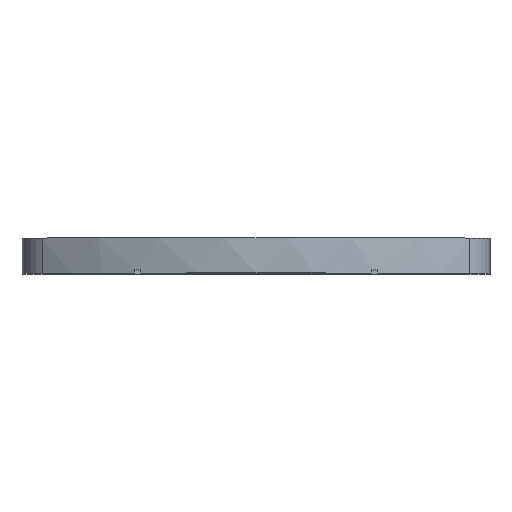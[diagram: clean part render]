
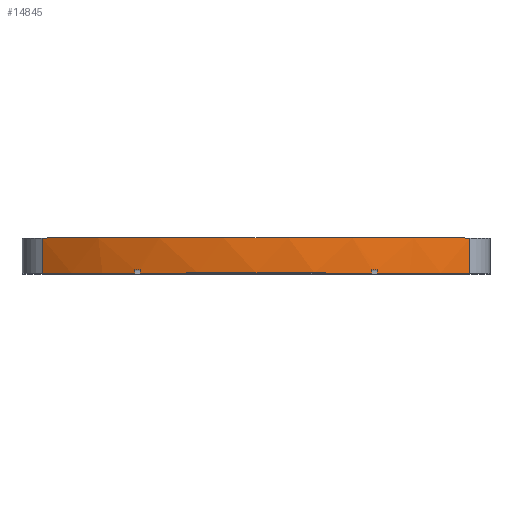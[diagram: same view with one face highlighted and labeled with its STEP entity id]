
A CAD part, top view. The second image highlights one B-rep face of the part: STEP entity #14845.
In plain terms, the highlighted cylindrical face has radius 32 mm (diameter 64 mm), a partial arc.
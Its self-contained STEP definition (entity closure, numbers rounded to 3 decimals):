
#1888=FACE_OUTER_BOUND('',#2745,.T.);
#2745=EDGE_LOOP('',(#10889,#10890,#10891,#10892,#10893,#10894,#10895,#10896,
#10897,#10898,#10899,#10900));
#3541=LINE('',#18156,#4910);
#3584=LINE('',#18294,#4953);
#3818=LINE('',#20001,#5187);
#3819=LINE('',#20005,#5188);
#3820=LINE('',#20009,#5189);
#3821=LINE('',#20012,#5190);
#4910=VECTOR('',#16023,10.);
#4953=VECTOR('',#16084,10.);
#5187=VECTOR('',#16426,10.);
#5188=VECTOR('',#16429,10.);
#5189=VECTOR('',#16432,10.);
#5190=VECTOR('',#16435,10.);
#6280=CIRCLE('',#15638,32.);
#6288=CIRCLE('',#15651,32.);
#6289=CIRCLE('',#15652,32.);
#6290=CIRCLE('',#15699,32.);
#6291=CIRCLE('',#15700,32.);
#6292=CIRCLE('',#15701,32.);
#6294=VERTEX_POINT('',#18149);
#6297=VERTEX_POINT('',#18154);
#6300=VERTEX_POINT('',#18164);
#6350=VERTEX_POINT('',#18290);
#6355=VERTEX_POINT('',#18309);
#6390=VERTEX_POINT('',#18379);
#6816=VERTEX_POINT('',#20000);
#6817=VERTEX_POINT('',#20002);
#6818=VERTEX_POINT('',#20004);
#6819=VERTEX_POINT('',#20006);
#6820=VERTEX_POINT('',#20008);
#6821=VERTEX_POINT('',#20010);
#7839=EDGE_CURVE('',#6297,#6294,#3541,.T.);
#7843=EDGE_CURVE('',#6294,#6300,#6280,.T.);
#7896=EDGE_CURVE('',#6300,#6350,#3584,.T.);
#7904=EDGE_CURVE('',#6350,#6355,#6288,.T.);
#7940=EDGE_CURVE('',#6390,#6297,#6289,.T.);
#8416=EDGE_CURVE('',#6390,#6816,#3818,.T.);
#8417=EDGE_CURVE('',#6816,#6817,#6290,.T.);
#8418=EDGE_CURVE('',#6817,#6818,#3819,.T.);
#8419=EDGE_CURVE('',#6819,#6818,#6291,.T.);
#8420=EDGE_CURVE('',#6819,#6820,#3820,.T.);
#8421=EDGE_CURVE('',#6820,#6821,#6292,.T.);
#8422=EDGE_CURVE('',#6821,#6355,#3821,.T.);
#10889=ORIENTED_EDGE('',*,*,#7839,.F.);
#10890=ORIENTED_EDGE('',*,*,#7940,.F.);
#10891=ORIENTED_EDGE('',*,*,#8416,.T.);
#10892=ORIENTED_EDGE('',*,*,#8417,.T.);
#10893=ORIENTED_EDGE('',*,*,#8418,.T.);
#10894=ORIENTED_EDGE('',*,*,#8419,.F.);
#10895=ORIENTED_EDGE('',*,*,#8420,.T.);
#10896=ORIENTED_EDGE('',*,*,#8421,.T.);
#10897=ORIENTED_EDGE('',*,*,#8422,.T.);
#10898=ORIENTED_EDGE('',*,*,#7904,.F.);
#10899=ORIENTED_EDGE('',*,*,#7896,.F.);
#10900=ORIENTED_EDGE('',*,*,#7843,.F.);
#14779=CYLINDRICAL_SURFACE('',#15698,32.);
#14845=ADVANCED_FACE('',(#1888),#14779,.T.);
#15638=AXIS2_PLACEMENT_3D('',#18165,#16031,#16032);
#15651=AXIS2_PLACEMENT_3D('',#18310,#16102,#16103);
#15652=AXIS2_PLACEMENT_3D('',#18381,#16139,#16140);
#15698=AXIS2_PLACEMENT_3D('',#19999,#16424,#16425);
#15699=AXIS2_PLACEMENT_3D('',#20003,#16427,#16428);
#15700=AXIS2_PLACEMENT_3D('',#20007,#16430,#16431);
#15701=AXIS2_PLACEMENT_3D('',#20011,#16433,#16434);
#16023=DIRECTION('',(0.,1.,0.));
#16031=DIRECTION('center_axis',(0.,1.,0.));
#16032=DIRECTION('ref_axis',(-0.625,0.,0.781));
#16084=DIRECTION('',(0.,-1.,0.));
#16102=DIRECTION('center_axis',(0.,-1.,0.));
#16103=DIRECTION('ref_axis',(-0.625,0.,0.781));
#16139=DIRECTION('center_axis',(0.,-1.,0.));
#16140=DIRECTION('ref_axis',(-0.625,0.,0.781));
#16424=DIRECTION('center_axis',(0.,1.,0.));
#16425=DIRECTION('ref_axis',(-0.625,0.,0.781));
#16426=DIRECTION('',(0.,1.,0.));
#16427=DIRECTION('center_axis',(0.,1.,0.));
#16428=DIRECTION('ref_axis',(-0.625,0.,0.781));
#16429=DIRECTION('',(0.,-1.,0.));
#16430=DIRECTION('center_axis',(0.,-1.,0.));
#16431=DIRECTION('ref_axis',(-0.625,0.,0.781));
#16432=DIRECTION('',(0.,1.,0.));
#16433=DIRECTION('center_axis',(0.,1.,0.));
#16434=DIRECTION('ref_axis',(-0.625,0.,0.781));
#16435=DIRECTION('',(0.,-1.,0.));
#18149=CARTESIAN_POINT('',(-18.286,1.5,25.271));
#18154=CARTESIAN_POINT('',(-18.286,-1.5,25.271));
#18156=CARTESIAN_POINT('',(-18.286,0.,25.271));
#18164=CARTESIAN_POINT('',(18.286,1.5,25.271));
#18165=CARTESIAN_POINT('Origin',(0.,1.5,-0.99));
#18290=CARTESIAN_POINT('',(18.286,-1.5,25.271));
#18294=CARTESIAN_POINT('',(18.286,0.,25.271));
#18309=CARTESIAN_POINT('',(10.375,-1.5,29.281));
#18310=CARTESIAN_POINT('Origin',(0.,-1.5,-0.99));
#18379=CARTESIAN_POINT('',(-10.375,-1.5,29.281));
#18381=CARTESIAN_POINT('Origin',(0.,-1.5,-0.99));
#19999=CARTESIAN_POINT('Origin',(0.,0.,-0.99));
#20000=CARTESIAN_POINT('',(-10.375,-1.2,29.281));
#20001=CARTESIAN_POINT('',(-10.375,0.,29.281));
#20002=CARTESIAN_POINT('',(-9.875,-1.2,29.448));
#20003=CARTESIAN_POINT('Origin',(0.,-1.2,-0.99));
#20004=CARTESIAN_POINT('',(-9.875,-1.5,29.448));
#20005=CARTESIAN_POINT('',(-9.875,0.,29.448));
#20006=CARTESIAN_POINT('',(9.875,-1.5,29.448));
#20007=CARTESIAN_POINT('Origin',(0.,-1.5,-0.99));
#20008=CARTESIAN_POINT('',(9.875,-1.2,29.448));
#20009=CARTESIAN_POINT('',(9.875,0.,29.448));
#20010=CARTESIAN_POINT('',(10.375,-1.2,29.281));
#20011=CARTESIAN_POINT('Origin',(0.,-1.2,-0.99));
#20012=CARTESIAN_POINT('',(10.375,0.,29.281));
